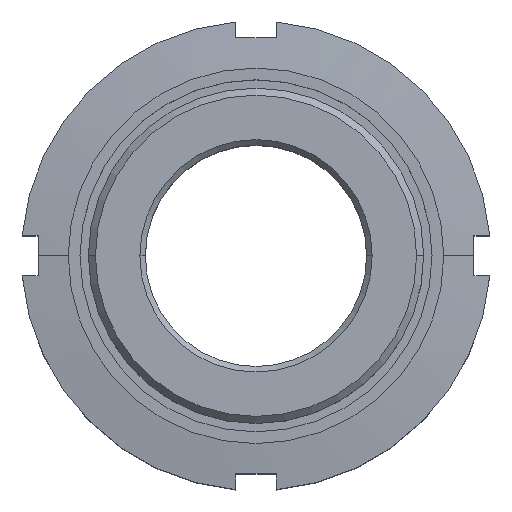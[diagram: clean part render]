
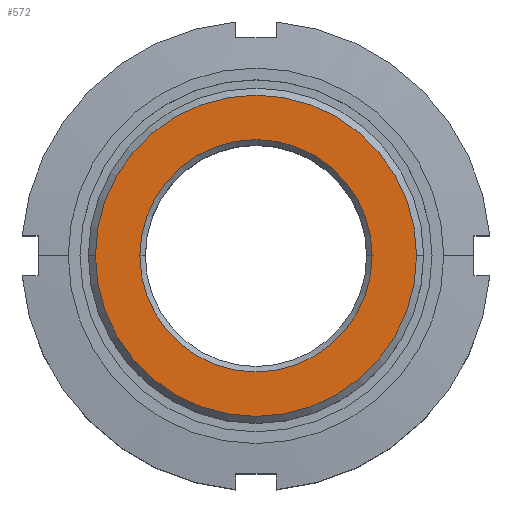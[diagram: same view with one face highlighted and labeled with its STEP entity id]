
A CAD part, top view. The second image highlights one B-rep face of the part: STEP entity #572.
In plain terms, the highlighted planar face has unit normal (0, 0, 1).
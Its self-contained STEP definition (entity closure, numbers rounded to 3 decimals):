
#504=VERTEX_POINT('',#1282);
#548=EDGE_CURVE('',#916,#720,#1330,.T.);
#572=ADVANCED_FACE('',(#1355,#1356),#1357,.T.);
#628=EDGE_CURVE('',#720,#916,#1413,.T.);
#720=VERTEX_POINT('',#1515);
#862=EDGE_CURVE('',#504,#1036,#1672,.T.);
#916=VERTEX_POINT('',#1733);
#1036=VERTEX_POINT('',#1869);
#1086=EDGE_CURVE('',#1036,#504,#1922,.T.);
#1282=CARTESIAN_POINT('',(17.325,0.,33.0));
#1330=CIRCLE('',#2285,23.955);
#1355=FACE_OUTER_BOUND('',#2338,.T.);
#1356=FACE_BOUND('',#2339,.T.);
#1357=PLANE('',#2340);
#1413=CIRCLE('',#2456,23.955);
#1515=CARTESIAN_POINT('',(-23.955,0.,33.0));
#1672=CIRCLE('',#2940,17.325);
#1733=CARTESIAN_POINT('',(23.955,0.,33.0));
#1869=CARTESIAN_POINT('',(-17.325,0.,33.0));
#1922=CIRCLE('',#3445,17.325);
#2285=AXIS2_PLACEMENT_3D('',#3774,#3775,#3776);
#2338=EDGE_LOOP('',(#3795,#3796));
#2339=EDGE_LOOP('',(#3797,#3798));
#2340=AXIS2_PLACEMENT_3D('',#3799,#3800,#3801);
#2456=AXIS2_PLACEMENT_3D('',#3824,#3825,#3826);
#2940=AXIS2_PLACEMENT_3D('',#4082,#4083,#4084);
#3445=AXIS2_PLACEMENT_3D('',#4381,#4382,#4383);
#3774=CARTESIAN_POINT('',(0.0,0.,33.0));
#3775=DIRECTION('',(0.0,0.,-1.0));
#3776=DIRECTION('',(1.0,0.0,0.0));
#3795=ORIENTED_EDGE('',*,*,#548,.F.);
#3796=ORIENTED_EDGE('',*,*,#628,.F.);
#3797=ORIENTED_EDGE('',*,*,#862,.T.);
#3798=ORIENTED_EDGE('',*,*,#1086,.T.);
#3799=CARTESIAN_POINT('',(20.64,0.,33.0));
#3800=DIRECTION('',(0.0,0.,1.0));
#3801=DIRECTION('',(-1.0,0.0,0.0));
#3824=CARTESIAN_POINT('',(0.0,0.,33.0));
#3825=DIRECTION('',(0.0,0.,-1.0));
#3826=DIRECTION('',(1.0,0.0,0.0));
#4082=CARTESIAN_POINT('',(0.0,0.,33.0));
#4083=DIRECTION('',(0.0,0.,-1.0));
#4084=DIRECTION('',(1.0,0.0,0.0));
#4381=CARTESIAN_POINT('',(0.0,0.,33.0));
#4382=DIRECTION('',(0.0,0.,-1.0));
#4383=DIRECTION('',(1.0,0.0,0.0));
